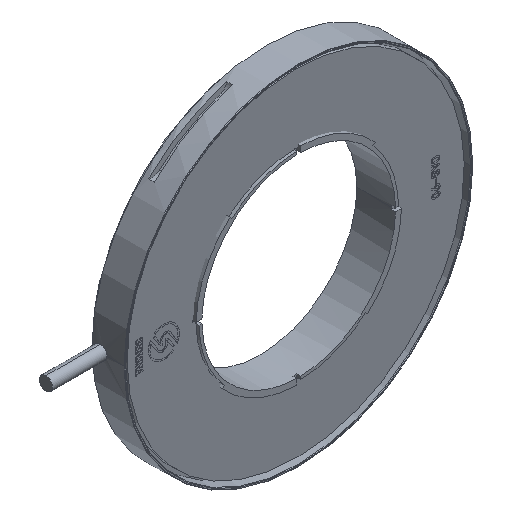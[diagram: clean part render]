
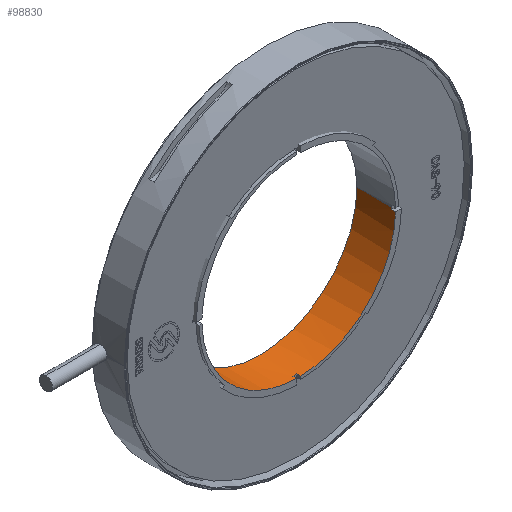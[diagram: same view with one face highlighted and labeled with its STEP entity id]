
A CAD part, isometric view. The second image highlights one B-rep face of the part: STEP entity #98830.
In plain terms, the highlighted cylindrical face has radius 25 mm (diameter 50 mm), a partial arc.
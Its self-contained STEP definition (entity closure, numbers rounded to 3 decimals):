
#3161 = AXIS2_PLACEMENT_3D ( 'NONE', #50084, #98534, #115335 ) ;
#3209 = DIRECTION ( 'NONE',  ( 0., 1., 0. ) ) ;
#3213 = FACE_OUTER_BOUND ( 'NONE', #50559, .T. ) ;
#3972 = VERTEX_POINT ( 'NONE', #54211 ) ;
#4661 = ORIENTED_EDGE ( 'NONE', *, *, #106365, .F. ) ;
#6721 = AXIS2_PLACEMENT_3D ( 'NONE', #115191, #59365, #115583 ) ;
#8666 = CARTESIAN_POINT ( 'NONE',  ( 25., -10.5, 0. ) ) ;
#9336 = VERTEX_POINT ( 'NONE', #55645 ) ;
#10338 = VECTOR ( 'NONE', #113554, 1000. ) ;
#10642 = CARTESIAN_POINT ( 'NONE',  ( 0.5, -10., -24.995 ) ) ;
#11748 = ORIENTED_EDGE ( 'NONE', *, *, #26859, .F. ) ;
#12277 = LINE ( 'NONE', #108171, #16451 ) ;
#12655 = CARTESIAN_POINT ( 'NONE',  ( 0., -10., 0. ) ) ;
#14236 = CARTESIAN_POINT ( 'NONE',  ( -25., -9., 0. ) ) ;
#16451 = VECTOR ( 'NONE', #115918, 1000. ) ;
#16591 = AXIS2_PLACEMENT_3D ( 'NONE', #46403, #119465, #92104 ) ;
#18055 = DIRECTION ( 'NONE',  ( 0., 1., 0. ) ) ;
#18336 = CARTESIAN_POINT ( 'NONE',  ( 25., -9., 0. ) ) ;
#21266 = ORIENTED_EDGE ( 'NONE', *, *, #56104, .F. ) ;
#22299 = CIRCLE ( 'NONE', #3161, 25. ) ;
#25564 = CARTESIAN_POINT ( 'NONE',  ( -24.995, -10., -0.5 ) ) ;
#26859 = EDGE_CURVE ( 'NONE', #111423, #116327, #84798, .T. ) ;
#28063 = AXIS2_PLACEMENT_3D ( 'NONE', #12655, #3209, #97234 ) ;
#29318 = DIRECTION ( 'NONE',  ( 0., 1., 0. ) ) ;
#30641 = VECTOR ( 'NONE', #51082, 1000. ) ;
#33571 = CIRCLE ( 'NONE', #38984, 25. ) ;
#35100 = DIRECTION ( 'NONE',  ( -1., 0., -0.02 ) ) ;
#35629 = VERTEX_POINT ( 'NONE', #72012 ) ;
#36480 = ORIENTED_EDGE ( 'NONE', *, *, #89271, .F. ) ;
#38016 = ORIENTED_EDGE ( 'NONE', *, *, #98012, .F. ) ;
#38984 = AXIS2_PLACEMENT_3D ( 'NONE', #85266, #29318, #66204 ) ;
#43214 = VECTOR ( 'NONE', #65518, 1000. ) ;
#45393 = ORIENTED_EDGE ( 'NONE', *, *, #100739, .F. ) ;
#46244 = VERTEX_POINT ( 'NONE', #117003 ) ;
#46403 = CARTESIAN_POINT ( 'NONE',  ( 0., -10., 0. ) ) ;
#46479 = VECTOR ( 'NONE', #47240, 1000. ) ;
#47240 = DIRECTION ( 'NONE',  ( 0., 1., 0. ) ) ;
#50084 = CARTESIAN_POINT ( 'NONE',  ( 0., 0., 0. ) ) ;
#50559 = EDGE_LOOP ( 'NONE', ( #45393, #67009, #36480, #21266, #55364, #77189, #4661, #38016, #115462, #11748, #71289, #66531 ) ) ;
#51082 = DIRECTION ( 'NONE',  ( 0., 1., 0. ) ) ;
#54211 = CARTESIAN_POINT ( 'NONE',  ( 25., 0., 0. ) ) ;
#55304 = LINE ( 'NONE', #8666, #46479 ) ;
#55352 = AXIS2_PLACEMENT_3D ( 'NONE', #100848, #109454, #35100 ) ;
#55364 = ORIENTED_EDGE ( 'NONE', *, *, #58836, .T. ) ;
#55645 = CARTESIAN_POINT ( 'NONE',  ( -24.995, -9., -0.5 ) ) ;
#56104 = EDGE_CURVE ( 'NONE', #46244, #90978, #115777, .T. ) ;
#56804 = CARTESIAN_POINT ( 'NONE',  ( 24.995, -10., -0.5 ) ) ;
#57441 = EDGE_CURVE ( 'NONE', #111423, #3972, #55304, .T. ) ;
#58836 = EDGE_CURVE ( 'NONE', #46244, #92643, #12277, .T. ) ;
#59365 = DIRECTION ( 'NONE',  ( 0., 1., 0. ) ) ;
#62033 = LINE ( 'NONE', #87528, #105757 ) ;
#63028 = CARTESIAN_POINT ( 'NONE',  ( -0.5, -9., -24.995 ) ) ;
#63043 = VERTEX_POINT ( 'NONE', #56804 ) ;
#65518 = DIRECTION ( 'NONE',  ( 0., 1., 0. ) ) ;
#65782 = EDGE_CURVE ( 'NONE', #9336, #96237, #109481, .T. ) ;
#66204 = DIRECTION ( 'NONE',  ( 0.02, 0., -1. ) ) ;
#66531 = ORIENTED_EDGE ( 'NONE', *, *, #111156, .F. ) ;
#67009 = ORIENTED_EDGE ( 'NONE', *, *, #65782, .F. ) ;
#67841 = EDGE_CURVE ( 'NONE', #111462, #92643, #33571, .T. ) ;
#70607 = AXIS2_PLACEMENT_3D ( 'NONE', #92840, #18055, #110446 ) ;
#71289 = ORIENTED_EDGE ( 'NONE', *, *, #57441, .T. ) ;
#71647 = LINE ( 'NONE', #86483, #30641 ) ;
#72012 = CARTESIAN_POINT ( 'NONE',  ( -25., 0., 0. ) ) ;
#75311 = CIRCLE ( 'NONE', #16591, 25. ) ;
#77189 = ORIENTED_EDGE ( 'NONE', *, *, #67841, .F. ) ;
#84798 = CIRCLE ( 'NONE', #70607, 25. ) ;
#85166 = EDGE_CURVE ( 'NONE', #63043, #116327, #71647, .T. ) ;
#85266 = CARTESIAN_POINT ( 'NONE',  ( 0., -9., 0. ) ) ;
#86483 = CARTESIAN_POINT ( 'NONE',  ( 24.995, -10., -0.5 ) ) ;
#87528 = CARTESIAN_POINT ( 'NONE',  ( -25., -10.5, 0. ) ) ;
#89271 = EDGE_CURVE ( 'NONE', #90978, #9336, #106922, .T. ) ;
#89366 = CARTESIAN_POINT ( 'NONE',  ( 24.995, -9., -0.5 ) ) ;
#90045 = VERTEX_POINT ( 'NONE', #10642 ) ;
#90978 = VERTEX_POINT ( 'NONE', #25564 ) ;
#92104 = DIRECTION ( 'NONE',  ( 1., 0., -0.02 ) ) ;
#92345 = CARTESIAN_POINT ( 'NONE',  ( 0.5, -9., -24.995 ) ) ;
#92364 = CYLINDRICAL_SURFACE ( 'NONE', #6721, 25. ) ;
#92643 = VERTEX_POINT ( 'NONE', #63028 ) ;
#92840 = CARTESIAN_POINT ( 'NONE',  ( 0., -9., 0. ) ) ;
#96237 = VERTEX_POINT ( 'NONE', #14236 ) ;
#97159 = LINE ( 'NONE', #120923, #43214 ) ;
#97234 = DIRECTION ( 'NONE',  ( -0.997, 0., -0.08 ) ) ;
#98012 = EDGE_CURVE ( 'NONE', #63043, #90045, #75311, .T. ) ;
#98534 = DIRECTION ( 'NONE',  ( 0., -1., 0. ) ) ;
#98830 = ADVANCED_FACE ( 'NONE', ( #3213 ), #92364, .F. ) ;
#100739 = EDGE_CURVE ( 'NONE', #96237, #35629, #62033, .T. ) ;
#100848 = CARTESIAN_POINT ( 'NONE',  ( 0., -9., 0. ) ) ;
#104171 = CARTESIAN_POINT ( 'NONE',  ( -24.995, -10., -0.5 ) ) ;
#105757 = VECTOR ( 'NONE', #118470, 1000. ) ;
#106365 = EDGE_CURVE ( 'NONE', #90045, #111462, #97159, .T. ) ;
#106922 = LINE ( 'NONE', #104171, #10338 ) ;
#108171 = CARTESIAN_POINT ( 'NONE',  ( -0.5, -10., -24.995 ) ) ;
#109454 = DIRECTION ( 'NONE',  ( 0., 1., 0. ) ) ;
#109481 = CIRCLE ( 'NONE', #55352, 25. ) ;
#110446 = DIRECTION ( 'NONE',  ( 1., 0., 0.02 ) ) ;
#111156 = EDGE_CURVE ( 'NONE', #35629, #3972, #22299, .T. ) ;
#111423 = VERTEX_POINT ( 'NONE', #18336 ) ;
#111462 = VERTEX_POINT ( 'NONE', #92345 ) ;
#113554 = DIRECTION ( 'NONE',  ( 0., 1., 0. ) ) ;
#115191 = CARTESIAN_POINT ( 'NONE',  ( 0., -10.5, 0. ) ) ;
#115335 = DIRECTION ( 'NONE',  ( -0.08, 0., -0.997 ) ) ;
#115462 = ORIENTED_EDGE ( 'NONE', *, *, #85166, .T. ) ;
#115583 = DIRECTION ( 'NONE',  ( 1., 0., 0. ) ) ;
#115777 = CIRCLE ( 'NONE', #28063, 25. ) ;
#115918 = DIRECTION ( 'NONE',  ( 0., 1., 0. ) ) ;
#116327 = VERTEX_POINT ( 'NONE', #89366 ) ;
#117003 = CARTESIAN_POINT ( 'NONE',  ( -0.5, -10., -24.995 ) ) ;
#118470 = DIRECTION ( 'NONE',  ( 0., 1., 0. ) ) ;
#119465 = DIRECTION ( 'NONE',  ( 0., 1., 0. ) ) ;
#120923 = CARTESIAN_POINT ( 'NONE',  ( 0.5, -10., -24.995 ) ) ;
